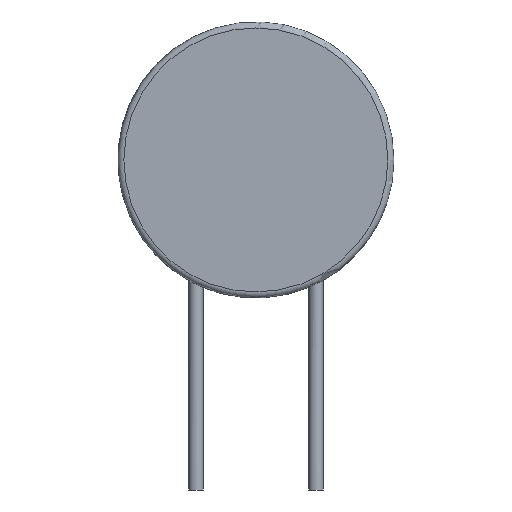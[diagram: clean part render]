
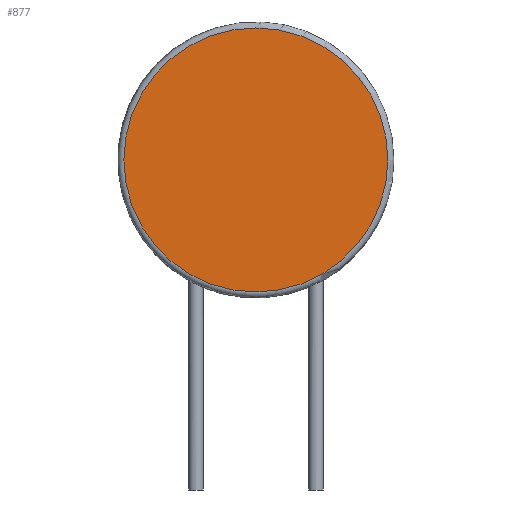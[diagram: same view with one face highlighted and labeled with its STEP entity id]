
A CAD part, front view. The second image highlights one B-rep face of the part: STEP entity #877.
In plain terms, the highlighted planar face has unit normal (0, -1, 0).
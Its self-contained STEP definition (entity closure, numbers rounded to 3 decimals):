
#286 = TOROIDAL_SURFACE('',#287,5.5,0.25);
#287 = AXIS2_PLACEMENT_3D('',#288,#289,#290);
#288 = CARTESIAN_POINT('',(0.,-1.2,11.75));
#289 = DIRECTION('',(0.,-1.,0.));
#290 = DIRECTION('',(1.,0.,0.));
#641 = VERTEX_POINT('',#642);
#642 = CARTESIAN_POINT('',(5.5,-1.45,11.75));
#662 = EDGE_CURVE('',#641,#641,#663,.T.);
#663 = SURFACE_CURVE('',#664,(#669,#676),.PCURVE_S1.);
#664 = CIRCLE('',#665,5.5);
#665 = AXIS2_PLACEMENT_3D('',#666,#667,#668);
#666 = CARTESIAN_POINT('',(0.,-1.45,11.75));
#667 = DIRECTION('',(0.,-1.,0.));
#668 = DIRECTION('',(1.,0.,0.));
#669 = PCURVE('',#286,#670);
#670 = DEFINITIONAL_REPRESENTATION('',(#671),#675);
#671 = LINE('',#672,#673);
#672 = CARTESIAN_POINT('',(0.,1.571));
#673 = VECTOR('',#674,1.);
#674 = DIRECTION('',(1.,0.));
#675 = ( GEOMETRIC_REPRESENTATION_CONTEXT(2) 
PARAMETRIC_REPRESENTATION_CONTEXT() REPRESENTATION_CONTEXT('2D SPACE',''
  ) );
#676 = PCURVE('',#677,#682);
#677 = PLANE('',#678);
#678 = AXIS2_PLACEMENT_3D('',#679,#680,#681);
#679 = CARTESIAN_POINT('',(0.,-1.45,11.75));
#680 = DIRECTION('',(0.,-1.,0.));
#681 = DIRECTION('',(0.,0.,-1.));
#682 = DEFINITIONAL_REPRESENTATION('',(#683),#687);
#683 = CIRCLE('',#684,5.5);
#684 = AXIS2_PLACEMENT_2D('',#685,#686);
#685 = CARTESIAN_POINT('',(0.,0.));
#686 = DIRECTION('',(0.,1.));
#687 = ( GEOMETRIC_REPRESENTATION_CONTEXT(2) 
PARAMETRIC_REPRESENTATION_CONTEXT() REPRESENTATION_CONTEXT('2D SPACE',''
  ) );
#877 = ADVANCED_FACE('',(#878),#677,.T.);
#878 = FACE_BOUND('',#879,.T.);
#879 = EDGE_LOOP('',(#880));
#880 = ORIENTED_EDGE('',*,*,#662,.T.);
